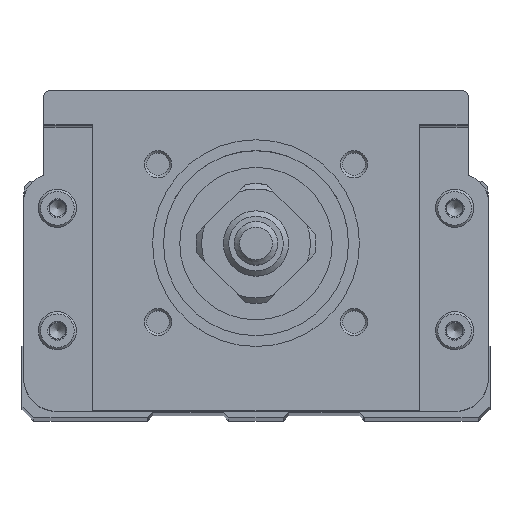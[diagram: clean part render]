
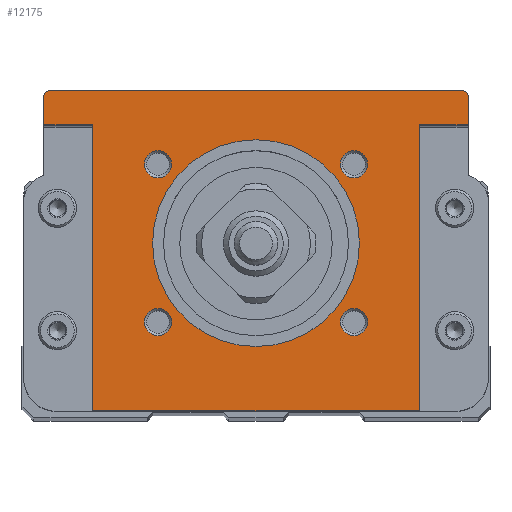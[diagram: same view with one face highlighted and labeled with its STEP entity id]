
A CAD part, top view. The second image highlights one B-rep face of the part: STEP entity #12175.
In plain terms, the highlighted face is planar.
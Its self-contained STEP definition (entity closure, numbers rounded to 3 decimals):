
#96=LINE('',#16415,#931);
#251=LINE('',#16795,#1086);
#256=LINE('',#16813,#1091);
#263=LINE('',#16837,#1098);
#431=LINE('',#17617,#1266);
#434=LINE('',#17625,#1269);
#437=LINE('',#17635,#1272);
#440=LINE('',#17643,#1275);
#931=VECTOR('',#13451,1000.);
#1086=VECTOR('',#13798,1000.);
#1091=VECTOR('',#13815,1000.);
#1098=VECTOR('',#13836,1000.);
#1266=VECTOR('',#14476,1000.);
#1269=VECTOR('',#14483,1000.);
#1272=VECTOR('',#14496,1000.);
#1275=VECTOR('',#14503,1000.);
#3642=ORIENTED_EDGE('',*,*,#4926,.T.);
#3643=ORIENTED_EDGE('',*,*,#4922,.T.);
#3644=ORIENTED_EDGE('',*,*,#4917,.T.);
#3645=ORIENTED_EDGE('',*,*,#5241,.F.);
#3646=ORIENTED_EDGE('',*,*,#5237,.F.);
#3647=ORIENTED_EDGE('',*,*,#4718,.T.);
#3648=ORIENTED_EDGE('',*,*,#5228,.T.);
#3649=ORIENTED_EDGE('',*,*,#5232,.T.);
#3650=ORIENTED_EDGE('',*,*,#4938,.T.);
#3651=ORIENTED_EDGE('',*,*,#4936,.T.);
#3652=ORIENTED_EDGE('',*,*,#5432,.T.);
#3653=ORIENTED_EDGE('',*,*,#5433,.T.);
#3654=ORIENTED_EDGE('',*,*,#5434,.T.);
#3655=ORIENTED_EDGE('',*,*,#5435,.T.);
#3656=ORIENTED_EDGE('',*,*,#5431,.T.);
#4718=EDGE_CURVE('',#6003,#6004,#96,.T.);
#4917=EDGE_CURVE('',#6132,#6133,#251,.T.);
#4922=EDGE_CURVE('',#6136,#6132,#6883,.F.);
#4926=EDGE_CURVE('',#6139,#6136,#256,.T.);
#4936=EDGE_CURVE('',#6148,#6139,#6890,.F.);
#4938=EDGE_CURVE('',#6149,#6148,#263,.T.);
#5228=EDGE_CURVE('',#6004,#6345,#431,.T.);
#5232=EDGE_CURVE('',#6345,#6149,#434,.T.);
#5237=EDGE_CURVE('',#6003,#6350,#437,.T.);
#5241=EDGE_CURVE('',#6350,#6133,#440,.T.);
#5431=EDGE_CURVE('',#6474,#6474,#7070,.T.);
#5432=EDGE_CURVE('',#6475,#6475,#7071,.T.);
#5433=EDGE_CURVE('',#6476,#6476,#7072,.T.);
#5434=EDGE_CURVE('',#6477,#6477,#7073,.T.);
#5435=EDGE_CURVE('',#6478,#6478,#7074,.T.);
#6003=VERTEX_POINT('',#16416);
#6004=VERTEX_POINT('',#16417);
#6132=VERTEX_POINT('',#16796);
#6133=VERTEX_POINT('',#16797);
#6136=VERTEX_POINT('',#16806);
#6139=VERTEX_POINT('',#16814);
#6148=VERTEX_POINT('',#16834);
#6149=VERTEX_POINT('',#16838);
#6345=VERTEX_POINT('',#17618);
#6350=VERTEX_POINT('',#17636);
#6474=VERTEX_POINT('',#18115);
#6475=VERTEX_POINT('',#18118);
#6476=VERTEX_POINT('',#18120);
#6477=VERTEX_POINT('',#18122);
#6478=VERTEX_POINT('',#18124);
#6883=CIRCLE('',#12544,1.);
#6890=CIRCLE('',#12553,1.);
#7070=CIRCLE('',#13025,19.);
#7071=CIRCLE('',#13027,2.5);
#7072=CIRCLE('',#13028,2.5);
#7073=CIRCLE('',#13029,2.5);
#7074=CIRCLE('',#13030,2.5);
#7642=EDGE_LOOP('',(#3642,#3643,#3644,#3645,#3646,#3647,#3648,#3649,#3650,
#3651));
#7643=EDGE_LOOP('',(#3652));
#7644=EDGE_LOOP('',(#3653));
#7645=EDGE_LOOP('',(#3654));
#7646=EDGE_LOOP('',(#3655));
#7647=EDGE_LOOP('',(#3656));
#8429=FACE_BOUND('',#7642,.T.);
#8430=FACE_BOUND('',#7643,.T.);
#8431=FACE_BOUND('',#7644,.T.);
#8432=FACE_BOUND('',#7645,.T.);
#8433=FACE_BOUND('',#7646,.T.);
#8434=FACE_BOUND('',#7647,.T.);
#8968=PLANE('',#13026);
#12175=ADVANCED_FACE('',(#8429,#8430,#8431,#8432,#8433,#8434),#8968,.F.);
#12544=AXIS2_PLACEMENT_3D('',#16805,#13806,#13807);
#12553=AXIS2_PLACEMENT_3D('',#16833,#13831,#13832);
#13025=AXIS2_PLACEMENT_3D('',#18114,#15046,#15047);
#13026=AXIS2_PLACEMENT_3D('',#18116,#15048,#15049);
#13027=AXIS2_PLACEMENT_3D('',#18117,#15050,#15051);
#13028=AXIS2_PLACEMENT_3D('',#18119,#15052,#15053);
#13029=AXIS2_PLACEMENT_3D('',#18121,#15054,#15055);
#13030=AXIS2_PLACEMENT_3D('',#18123,#15056,#15057);
#13451=DIRECTION('',(0.,0.,1.));
#13798=DIRECTION('',(0.,-1.,0.));
#13806=DIRECTION('',(1.,0.,0.));
#13807=DIRECTION('',(0.,0.,-1.));
#13815=DIRECTION('',(0.,0.,-1.));
#13831=DIRECTION('',(1.,0.,0.));
#13832=DIRECTION('',(0.,0.,-1.));
#13836=DIRECTION('',(0.,1.,0.));
#14476=DIRECTION('',(0.,1.,0.));
#14483=DIRECTION('',(0.,0.,1.));
#14496=DIRECTION('',(0.,1.,0.));
#14503=DIRECTION('',(0.,0.,-1.));
#15046=DIRECTION('',(1.,0.,0.));
#15047=DIRECTION('',(0.,0.,-1.));
#15048=DIRECTION('',(1.,0.,0.));
#15049=DIRECTION('',(0.,0.,-1.));
#15050=DIRECTION('',(1.,0.,0.));
#15051=DIRECTION('',(0.,0.,-1.));
#15052=DIRECTION('',(1.,0.,0.));
#15053=DIRECTION('',(0.,0.,-1.));
#15054=DIRECTION('',(1.,0.,0.));
#15055=DIRECTION('',(0.,0.,-1.));
#15056=DIRECTION('',(1.,0.,0.));
#15057=DIRECTION('',(0.,0.,-1.));
#16415=CARTESIAN_POINT('',(-72.5,-30.8,36.7));
#16416=CARTESIAN_POINT('',(-72.5,-30.8,-30.));
#16417=CARTESIAN_POINT('',(-72.5,-30.8,30.));
#16795=CARTESIAN_POINT('',(-72.5,12.528,-39.));
#16796=CARTESIAN_POINT('',(-72.5,27.,-39.));
#16797=CARTESIAN_POINT('',(-72.5,21.8,-39.));
#16805=CARTESIAN_POINT('',(-72.5,27.,-38.));
#16806=CARTESIAN_POINT('',(-72.5,28.,-38.));
#16813=CARTESIAN_POINT('',(-72.5,28.,-38.));
#16814=CARTESIAN_POINT('',(-72.5,28.,38.));
#16833=CARTESIAN_POINT('',(-72.5,27.,38.));
#16834=CARTESIAN_POINT('',(-72.5,27.,39.));
#16837=CARTESIAN_POINT('',(-72.5,27.,39.));
#16838=CARTESIAN_POINT('',(-72.5,21.8,39.));
#17617=CARTESIAN_POINT('',(-72.5,21.3,30.));
#17618=CARTESIAN_POINT('',(-72.5,21.8,30.));
#17625=CARTESIAN_POINT('',(-72.5,21.8,45.));
#17635=CARTESIAN_POINT('',(-72.5,21.3,-30.));
#17636=CARTESIAN_POINT('',(-72.5,21.8,-30.));
#17643=CARTESIAN_POINT('',(-72.5,21.8,-45.));
#18114=CARTESIAN_POINT('',(-72.5,0.,0.));
#18115=CARTESIAN_POINT('',(-72.5,0.,-19.));
#18116=CARTESIAN_POINT('',(-72.5,19.,0.));
#18117=CARTESIAN_POINT('',(-72.5,14.5,18.));
#18118=CARTESIAN_POINT('',(-72.5,14.5,15.5));
#18119=CARTESIAN_POINT('',(-72.5,-14.5,18.));
#18120=CARTESIAN_POINT('',(-72.5,-14.5,15.5));
#18121=CARTESIAN_POINT('',(-72.5,-14.5,-18.));
#18122=CARTESIAN_POINT('',(-72.5,-14.5,-20.5));
#18123=CARTESIAN_POINT('',(-72.5,14.5,-18.));
#18124=CARTESIAN_POINT('',(-72.5,14.5,-20.5));
